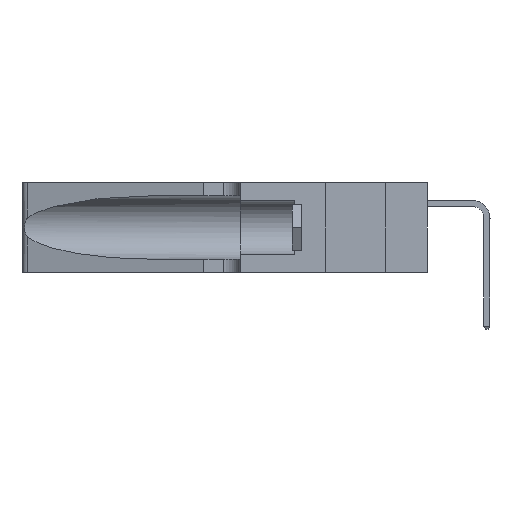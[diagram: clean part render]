
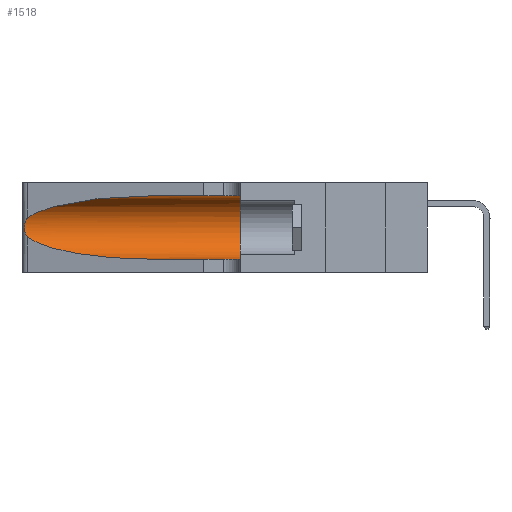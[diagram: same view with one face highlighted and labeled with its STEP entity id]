
A CAD part, left-side view. The second image highlights one B-rep face of the part: STEP entity #1518.
In plain terms, the highlighted cylindrical face has radius 3.308 mm (diameter 6.617 mm), a partial arc.
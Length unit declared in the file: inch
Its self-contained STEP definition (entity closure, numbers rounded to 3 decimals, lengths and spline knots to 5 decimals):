
#377 = CARTESIAN_POINT ( 'NONE',  ( 0.26018, 1.23835, 0.19895 ) ) ;
#719 = CARTESIAN_POINT ( 'NONE',  ( 0.25487, 1.22718, 0.22369 ) ) ;
#795 = VERTEX_POINT ( 'NONE', #34891 ) ;
#939 = CARTESIAN_POINT ( 'NONE',  ( 0.25487, 1.22718, 0.14631 ) ) ;
#1518 = ADVANCED_FACE ( 'NONE', ( #5273 ), #19387, .F. ) ;
#2131 = CARTESIAN_POINT ( 'NONE',  ( 0.1305, 0.72297, 0.05475 ) ) ;
#2568 = DIRECTION ( 'NONE',  ( 0., -1., 0. ) ) ;
#3247 = CARTESIAN_POINT ( 'NONE',  ( 0.26075, 1.23896, 0.178 ) ) ;
#3418 = B_SPLINE_CURVE_WITH_KNOTS ( 'NONE', 3,
 ( #14439, #28432, #5921, #34059, #17269, #377, #20100, #3247, #22945, #6047, #25735, #8935, #28557, #11737 ),
 .UNSPECIFIED., .F., .F.,
 ( 4, 2, 2, 2, 2, 2, 4 ),
 ( 0., 0.00027, 0.00053, 0.00107, 0.0016, 0.00187, 0.00214 ),
 .UNSPECIFIED. ) ;
#3897 = CARTESIAN_POINT ( 'NONE',  ( 0.1305, 0.35, 0.05475 ) ) ;
#5273 = FACE_OUTER_BOUND ( 'NONE', #9100, .T. ) ;
#5305 = EDGE_CURVE ( 'NONE', #15005, #29015, #3418, .T. ) ;
#5921 = CARTESIAN_POINT ( 'NONE',  ( 0.25639, 1.23184, 0.21858 ) ) ;
#6047 = CARTESIAN_POINT ( 'NONE',  ( 0.25856, 1.23593, 0.16098 ) ) ;
#6142 =( BOUNDED_CURVE ( )  B_SPLINE_CURVE ( 3, ( #25958, #6263, #17611, #719 ),
 .UNSPECIFIED., .F., .T. ) 
 B_SPLINE_CURVE_WITH_KNOTS ( ( 4, 4 ),
 ( 1.5708, 2.84003 ),
 .UNSPECIFIED. ) 
 CURVE ( )  GEOMETRIC_REPRESENTATION_ITEM ( )  RATIONAL_B_SPLINE_CURVE ( ( 1., 0.87, 0.87, 1. ) ) 
 REPRESENTATION_ITEM ( '' )  );
#6160 = LINE ( 'NONE', #27874, #20281 ) ;
#6263 = CARTESIAN_POINT ( 'NONE',  ( 0.18966, 0.96281, 0.31525 ) ) ;
#6639 = CIRCLE ( 'NONE', #27648, 0.13025 ) ;
#6655 = EDGE_CURVE ( 'NONE', #29015, #29902, #13167, .T. ) ;
#7206 = EDGE_CURVE ( 'NONE', #795, #32134, #6639, .T. ) ;
#7339 = DIRECTION ( 'NONE',  ( 0., 0., -1. ) ) ;
#8935 = CARTESIAN_POINT ( 'NONE',  ( 0.25639, 1.23186, 0.15144 ) ) ;
#9100 = EDGE_LOOP ( 'NONE', ( #27106, #23197, #10892, #26735, #31126, #32861 ) ) ;
#9444 = AXIS2_PLACEMENT_3D ( 'NONE', #24182, #18554, #7339 ) ;
#10892 = ORIENTED_EDGE ( 'NONE', *, *, #6655, .T. ) ;
#11737 = CARTESIAN_POINT ( 'NONE',  ( 0.25487, 1.22718, 0.14631 ) ) ;
#11741 = CARTESIAN_POINT ( 'NONE',  ( 0.1305, 0.35, 0.185 ) ) ;
#13167 =( BOUNDED_CURVE ( )  B_SPLINE_CURVE ( 3, ( #29105, #31908, #15119, #34735 ),
 .UNSPECIFIED., .F., .T. ) 
 B_SPLINE_CURVE_WITH_KNOTS ( ( 4, 4 ),
 ( 3.44316, 4.71239 ),
 .UNSPECIFIED. ) 
 CURVE ( )  GEOMETRIC_REPRESENTATION_ITEM ( )  RATIONAL_B_SPLINE_CURVE ( ( 1., 0.87, 0.87, 1. ) ) 
 REPRESENTATION_ITEM ( '' )  );
#14139 = VERTEX_POINT ( 'NONE', #30918 ) ;
#14439 = CARTESIAN_POINT ( 'NONE',  ( 0.25487, 1.22718, 0.22369 ) ) ;
#14567 = DIRECTION ( 'NONE',  ( 0., 0., 1. ) ) ;
#14905 = CARTESIAN_POINT ( 'NONE',  ( 0.25487, 1.22718, 0.22369 ) ) ;
#14992 = EDGE_CURVE ( 'NONE', #14139, #15005, #6142, .T. ) ;
#15005 = VERTEX_POINT ( 'NONE', #14905 ) ;
#15119 = CARTESIAN_POINT ( 'NONE',  ( 0.18966, 0.96281, 0.05475 ) ) ;
#17269 = CARTESIAN_POINT ( 'NONE',  ( 0.25854, 1.2359, 0.20912 ) ) ;
#17611 = CARTESIAN_POINT ( 'NONE',  ( 0.2373, 1.15595, 0.28018 ) ) ;
#18554 = DIRECTION ( 'NONE',  ( 0., -1., 0. ) ) ;
#19387 = CYLINDRICAL_SURFACE ( 'NONE', #9444, 0.13025 ) ;
#20100 = CARTESIAN_POINT ( 'NONE',  ( 0.26075, 1.23896, 0.19203 ) ) ;
#20281 = VECTOR ( 'NONE', #2568, 39.37008 ) ;
#21885 = EDGE_CURVE ( 'NONE', #29902, #32134, #6160, .T. ) ;
#22945 = CARTESIAN_POINT ( 'NONE',  ( 0.26017, 1.23833, 0.17102 ) ) ;
#23194 = CARTESIAN_POINT ( 'NONE',  ( 0.1305, 1.61858, 0.31525 ) ) ;
#23197 = ORIENTED_EDGE ( 'NONE', *, *, #5305, .T. ) ;
#24182 = CARTESIAN_POINT ( 'NONE',  ( 0.1305, 1.61858, 0.185 ) ) ;
#25407 = VECTOR ( 'NONE', #25990, 39.37008 ) ;
#25735 = CARTESIAN_POINT ( 'NONE',  ( 0.25789, 1.23486, 0.15765 ) ) ;
#25958 = CARTESIAN_POINT ( 'NONE',  ( 0.1305, 0.72297, 0.31525 ) ) ;
#25990 = DIRECTION ( 'NONE',  ( 0., -1., 0. ) ) ;
#26735 = ORIENTED_EDGE ( 'NONE', *, *, #21885, .T. ) ;
#27106 = ORIENTED_EDGE ( 'NONE', *, *, #14992, .T. ) ;
#27648 = AXIS2_PLACEMENT_3D ( 'NONE', #11741, #31389, #14567 ) ;
#27874 = CARTESIAN_POINT ( 'NONE',  ( 0.1305, 1.61858, 0.05475 ) ) ;
#28432 = CARTESIAN_POINT ( 'NONE',  ( 0.25555, 1.22994, 0.2215 ) ) ;
#28557 = CARTESIAN_POINT ( 'NONE',  ( 0.25555, 1.22993, 0.14849 ) ) ;
#29015 = VERTEX_POINT ( 'NONE', #939 ) ;
#29105 = CARTESIAN_POINT ( 'NONE',  ( 0.25487, 1.22718, 0.14631 ) ) ;
#29902 = VERTEX_POINT ( 'NONE', #2131 ) ;
#30918 = CARTESIAN_POINT ( 'NONE',  ( 0.1305, 0.72297, 0.31525 ) ) ;
#31126 = ORIENTED_EDGE ( 'NONE', *, *, #7206, .F. ) ;
#31389 = DIRECTION ( 'NONE',  ( 0., 1., 0. ) ) ;
#31908 = CARTESIAN_POINT ( 'NONE',  ( 0.2373, 1.15595, 0.08982 ) ) ;
#32134 = VERTEX_POINT ( 'NONE', #3897 ) ;
#32861 = ORIENTED_EDGE ( 'NONE', *, *, #34500, .F. ) ;
#34059 = CARTESIAN_POINT ( 'NONE',  ( 0.25787, 1.23484, 0.2124 ) ) ;
#34500 = EDGE_CURVE ( 'NONE', #14139, #795, #34646, .T. ) ;
#34646 = LINE ( 'NONE', #23194, #25407 ) ;
#34735 = CARTESIAN_POINT ( 'NONE',  ( 0.1305, 0.72297, 0.05475 ) ) ;
#34891 = CARTESIAN_POINT ( 'NONE',  ( 0.1305, 0.35, 0.31525 ) ) ;
